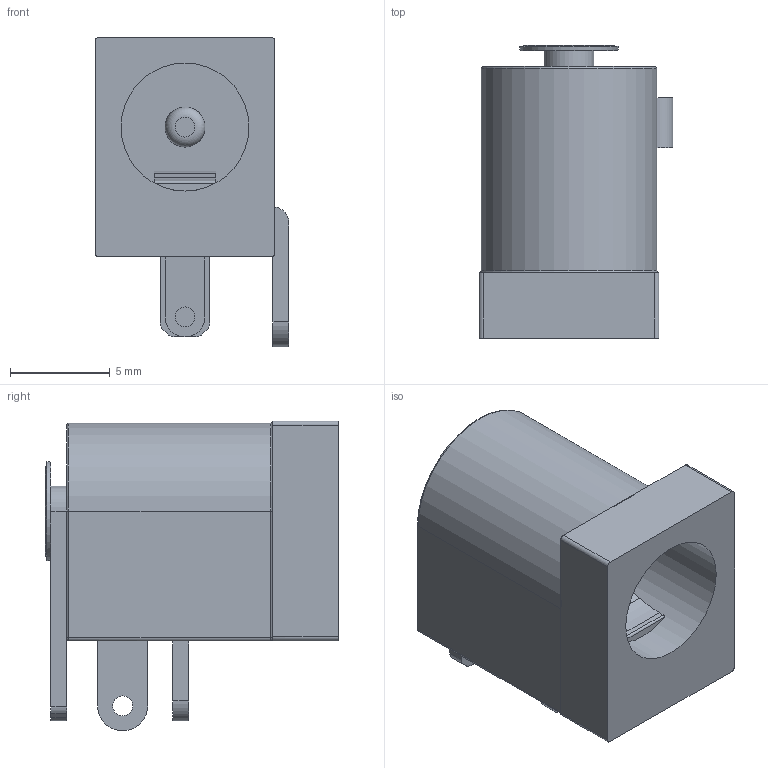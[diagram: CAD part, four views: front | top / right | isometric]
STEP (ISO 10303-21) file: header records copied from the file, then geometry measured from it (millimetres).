
FILE_DESCRIPTION(/* description */ ('Unknown'),/* implementation_level */ '2;1');
FILE_NAME(/* name */ 'DC_Barrel_Assy',/* time_stamp */ '2024-03-16T15:53:15+02:00',/* author */ ('Unknown'),/* organization */ ('Unknown'),/* preprocessor_version */ 'ST-DEVELOPER v19.4',/* originating_system */ 'Solid Edge',/* authorisation */ 'Unknown');
FILE_SCHEMA (('AUTOMOTIVE_DESIGN {1 0 10303 214 3 1 1}'));
Length unit declared in the file: millimetre
Products named in the file (7): DC_Barrel_Assy; Parte_carcasa; Parte_pin_pozitiv; Parte_pin_central; Parte_pin_masa; Parte_pin_neg_1; Parte_pin_neg_2
Assembly tree (6 placements, depth 2):
  DC_Barrel_Assy
    Parte_carcasa
    Parte_pin_pozitiv
    Parte_pin_central
    Parte_pin_masa
    Parte_pin_neg_1
    Parte_pin_neg_2
Bounding box: 9.7 x 14.66 x 15.5 mm (x, y, z)
Volume: 879.2 mm3; surface area: 1245.6 mm2
Topology: 6 solids, 6 shells, 90 faces, 209 edges, 133 vertices
Faces by surface type: plane 40, cylinder 34, torus 11, cone 5
Full cylindrical faces by diameter (mm): 1 x2, 2 x3, 6.4 x1
Entity records: 2672 total; most frequent: DIRECTION 466, CARTESIAN_POINT 435, ORIENTED_EDGE 382, EDGE_CURVE 191, AXIS2_PLACEMENT_3D 182, VERTEX_POINT 131, EDGE_LOOP 116, FACE_BOUND 116
